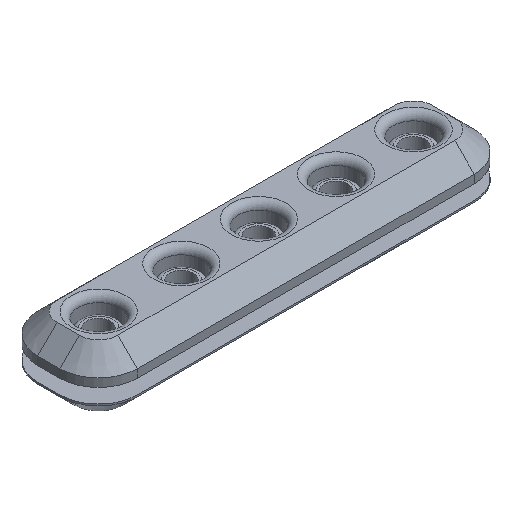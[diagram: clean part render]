
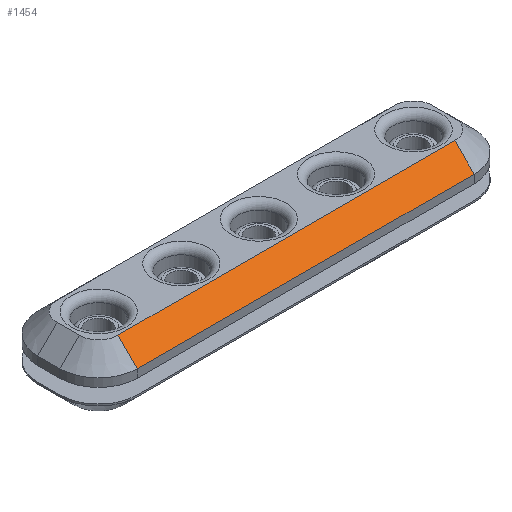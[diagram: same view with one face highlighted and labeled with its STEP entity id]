
A CAD part, isometric view. The second image highlights one B-rep face of the part: STEP entity #1454.
In plain terms, the highlighted planar face has unit normal (0, -0.707, 0.707).
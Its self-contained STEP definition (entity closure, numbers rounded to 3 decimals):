
#297=FACE_OUTER_BOUND('',#413,.T.);
#413=EDGE_LOOP('',(#1280,#1281,#1282,#1283));
#496=LINE('',#2514,#582);
#505=LINE('',#2582,#591);
#506=LINE('',#2584,#592);
#507=LINE('',#2585,#593);
#582=VECTOR('',#2061,10.);
#591=VECTOR('',#2140,10.);
#592=VECTOR('',#2141,10.);
#593=VECTOR('',#2142,10.);
#706=VERTEX_POINT('',#2512);
#707=VERTEX_POINT('',#2513);
#731=VERTEX_POINT('',#2581);
#732=VERTEX_POINT('',#2583);
#886=EDGE_CURVE('',#706,#707,#496,.T.);
#920=EDGE_CURVE('',#731,#706,#505,.T.);
#921=EDGE_CURVE('',#707,#732,#506,.T.);
#922=EDGE_CURVE('',#732,#731,#507,.T.);
#1280=ORIENTED_EDGE('',*,*,#920,.T.);
#1281=ORIENTED_EDGE('',*,*,#886,.T.);
#1282=ORIENTED_EDGE('',*,*,#921,.T.);
#1283=ORIENTED_EDGE('',*,*,#922,.T.);
#1371=PLANE('',#1675);
#1454=ADVANCED_FACE('',(#297),#1371,.T.);
#1675=AXIS2_PLACEMENT_3D('',#2580,#2138,#2139);
#2061=DIRECTION('',(-1.,0.,0.));
#2138=DIRECTION('center_axis',(0.,-0.707,
0.707));
#2139=DIRECTION('ref_axis',(1.,0.,0.));
#2140=DIRECTION('',(0.,0.707,0.707));
#2141=DIRECTION('',(0.,-0.707,-0.707));
#2142=DIRECTION('',(1.,0.,0.));
#2512=CARTESIAN_POINT('',(34.996,11.005,10.6));
#2513=CARTESIAN_POINT('',(-26.004,11.005,10.6));
#2514=CARTESIAN_POINT('',(-10.754,11.005,10.6));
#2580=CARTESIAN_POINT('Origin',(-10.754,9.255,8.85));
#2581=CARTESIAN_POINT('',(34.996,7.505,7.1));
#2582=CARTESIAN_POINT('',(34.996,7.505,7.1));
#2583=CARTESIAN_POINT('',(-26.004,7.505,7.1));
#2584=CARTESIAN_POINT('',(-26.004,11.005,10.6));
#2585=CARTESIAN_POINT('',(-10.754,7.505,7.1));
